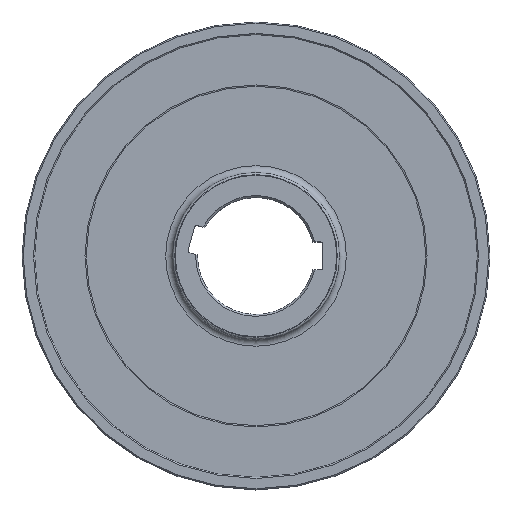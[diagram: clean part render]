
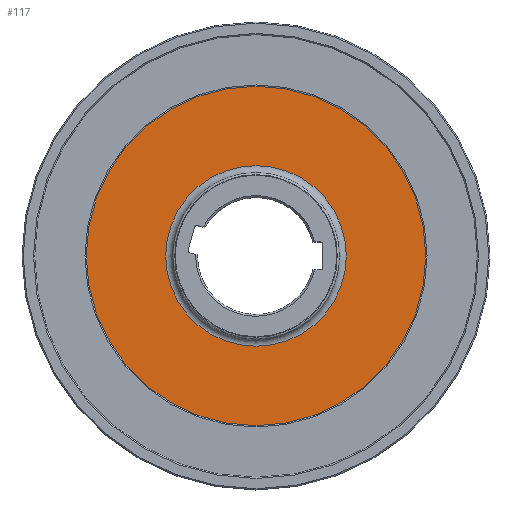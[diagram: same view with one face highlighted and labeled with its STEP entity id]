
A CAD part, top view. The second image highlights one B-rep face of the part: STEP entity #117.
In plain terms, the highlighted planar face has unit normal (0, 0, 1).
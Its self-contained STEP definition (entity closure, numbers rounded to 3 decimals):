
#117=ADVANCED_FACE('',(#242,#243),#145,.F.);
#145=PLANE('',#748);
#242=FACE_BOUND('',#302,.T.);
#243=FACE_BOUND('',#303,.T.);
#302=EDGE_LOOP('',(#404));
#303=EDGE_LOOP('',(#405));
#404=ORIENTED_EDGE('',*,*,#581,.F.);
#405=ORIENTED_EDGE('',*,*,#597,.T.);
#521=VERTEX_POINT('',#1066);
#537=VERTEX_POINT('',#1163);
#581=EDGE_CURVE('',#521,#521,#641,.T.);
#597=EDGE_CURVE('',#537,#537,#656,.T.);
#641=CIRCLE('',#714,38.594);
#656=CIRCLE('',#746,72.54);
#714=AXIS2_PLACEMENT_3D('',#1065,#849,#850);
#746=AXIS2_PLACEMENT_3D('',#1162,#913,#914);
#748=AXIS2_PLACEMENT_3D('',#1165,#917,#918);
#849=DIRECTION('',(0.,0.,1.));
#850=DIRECTION('',(1.,0.,0.));
#913=DIRECTION('',(0.,0.,1.));
#914=DIRECTION('',(1.,0.,0.));
#917=DIRECTION('',(0.,0.,-1.));
#918=DIRECTION('',(1.,0.,0.));
#1065=CARTESIAN_POINT('',(0.,0.,-3.402));
#1066=CARTESIAN_POINT('',(38.594,0.,-3.402));
#1162=CARTESIAN_POINT('',(0.,0.,-3.402));
#1163=CARTESIAN_POINT('',(72.54,0.,-3.402));
#1165=CARTESIAN_POINT('',(0.,-72.54,-3.402));
